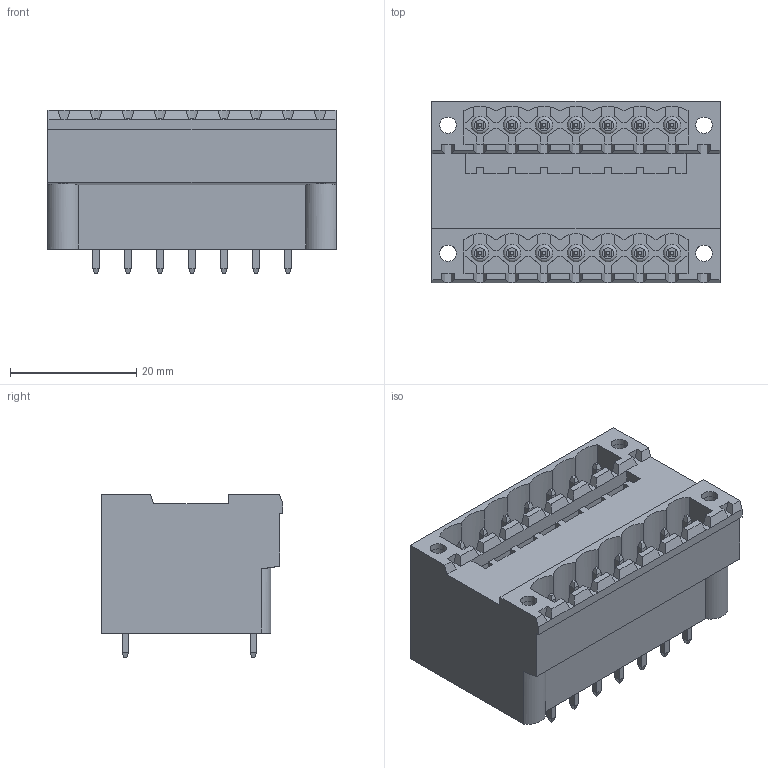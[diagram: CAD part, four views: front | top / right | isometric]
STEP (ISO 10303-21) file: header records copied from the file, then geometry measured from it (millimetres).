
FILE_DESCRIPTION( ( 'Unknown' ), '1' );
FILE_NAME( '691334500014.stp', 'Unknown', ( 'Unknown' ), ( 'Unknown' ), 'PSStep 15.0.49', 'Unknown', ' ' );
FILE_SCHEMA( ( 'AUTOMOTIVE_DESIGN { 1 0 10303 214 1 1 1 1 }' ) );
Length unit declared in the file: millimetre
Products named in the file (5): Assem1; 6913345000xx_PIN; 691333500014; 6913335000xx_INSERT; 691333500014_CAPOT
Assembly tree (20 placements, depth 2):
  Assem1
    6913345000xx_PIN  x14
    691333500014
    6913335000xx_INSERT  x4
    691333500014_CAPOT
Bounding box: 45.72 x 28.8 x 25.9 mm (x, y, z)
Volume: 9983.8 mm3; surface area: 19194.8 mm2
Topology: 20 solids, 20 shells, 1126 faces, 2998 edges, 1944 vertices
Faces by surface type: plane 1030, cylinder 74, torus 22
Full cylindrical faces by diameter (mm): 1.7 x12, 2.6 x8, 2.75 x14
Entity records: 36288 total; most frequent: CARTESIAN_POINT 5348, ORIENTED_EDGE 4988, DIRECTION 4532, EDGE_CURVE 2494, LINE 2296, VECTOR 2296, VERTEX_POINT 1670, AXIS2_PLACEMENT_3D 1118
